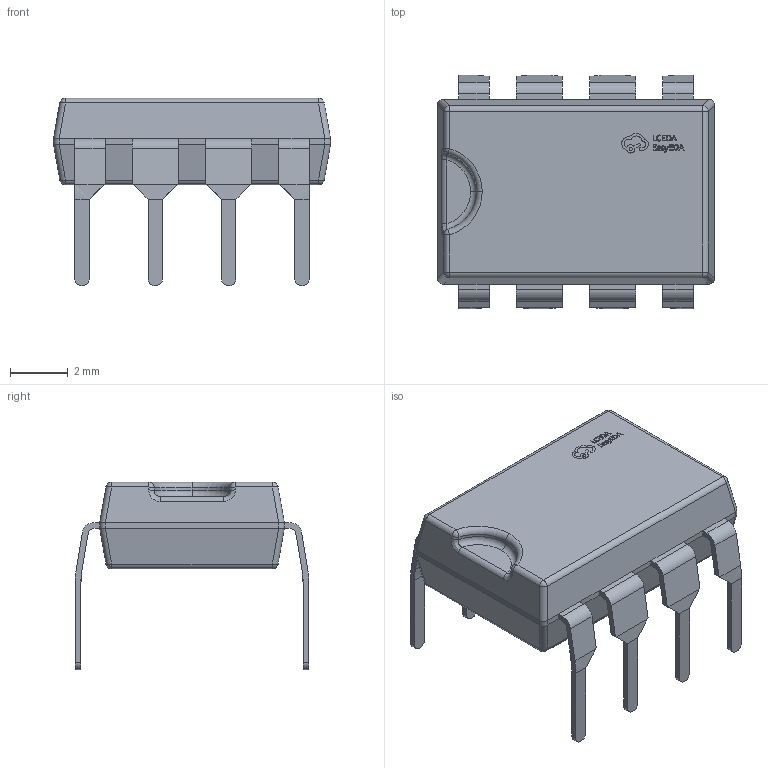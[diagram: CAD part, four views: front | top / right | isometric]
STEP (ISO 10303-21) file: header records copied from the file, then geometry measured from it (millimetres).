
FILE_DESCRIPTION (( 'STEP AP214' ), '1' );
FILE_NAME ('PDIP-8_L9.6-W6.4-P2.54-LS7.9-BL-1.step', '2023-12-20T01:37:54', ( '' ), ( '' ), 'SwSTEP 2.0', 'SolidWorks 2020', '' );
FILE_SCHEMA (( 'AUTOMOTIVE_DESIGN' ));
Length unit declared in the file: millimetre
Products named in the file (1): PDIP-8_L9.6-W6.4-P2.54-LS7.9-BL-1
Bounding box: 9.6 x 8.1 x 6.5 mm (x, y, z)
Volume: 179 mm3; surface area: 284.6 mm2
Topology: 1 solids, 1 shells, 425 faces, 1120 edges, 716 vertices
Faces by surface type: plane 237, bspline 102, cylinder 72, sphere 10, torus 4
Entity records: 18207 total; most frequent: CARTESIAN_POINT 3800, ORIENTED_EDGE 2240, DIRECTION 1628, EDGE_CURVE 1120, VECTOR 748, LINE 748, VERTEX_POINT 716, EDGE_LOOP 444
